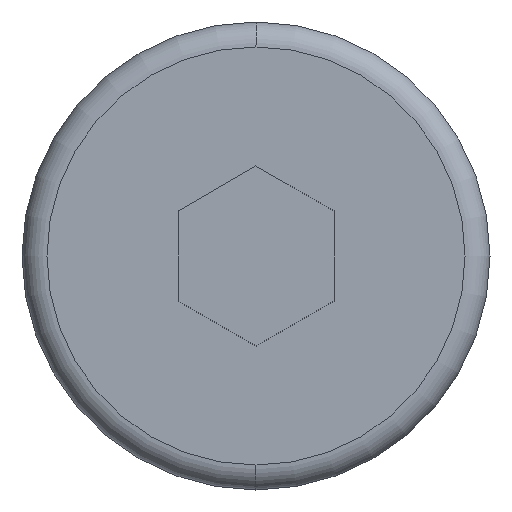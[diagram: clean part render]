
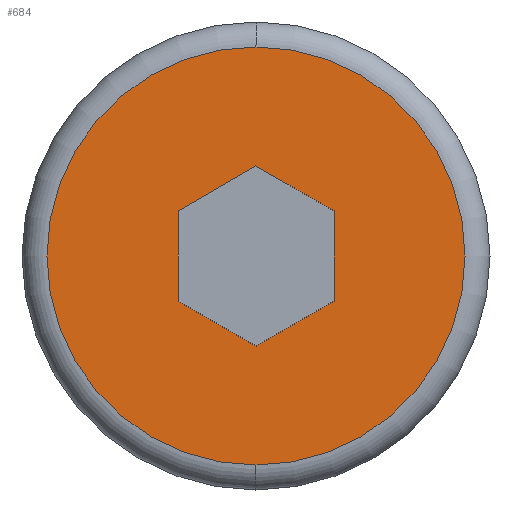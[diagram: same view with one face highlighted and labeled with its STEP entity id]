
A CAD part, left-side view. The second image highlights one B-rep face of the part: STEP entity #684.
In plain terms, the highlighted planar face has unit normal (-1, 0, 0).
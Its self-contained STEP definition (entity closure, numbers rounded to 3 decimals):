
#456=CARTESIAN_POINT('POINT29',(-4.775,1.588,
   -0.917));
#457=VERTEX_POINT('VERTEX29',#456);
#464=CARTESIAN_POINT('POINT30',(-4.775,0.,
   -1.833));
#465=VERTEX_POINT('VERTEX30',#464);
#466=CARTESIAN_POINT('POS48',(-4.775,0.,
   -1.833));
#467=DIRECTION('DIR74',(0.,-0.866,
   -0.5));
#468=VECTOR('VEC22',#467,25.4);
#469=LINE('STRAIGHT22',#466,#468);
#470=EDGE_CURVE('EDGE46',#457,#465,#469,.T.);
#488=CARTESIAN_POINT('POINT31',(-4.775,-1.588,
   -0.917));
#489=VERTEX_POINT('VERTEX31',#488);
#490=CARTESIAN_POINT('POS51',(-4.775,-1.588,
   -0.917));
#491=DIRECTION('DIR78',(0.,-0.866,
   0.5));
#492=VECTOR('VEC24',#491,25.4);
#493=LINE('STRAIGHT24',#490,#492);
#494=EDGE_CURVE('EDGE48',#465,#489,#493,.T.);
#512=CARTESIAN_POINT('POINT32',(-4.775,-1.588,
   0.917));
#513=VERTEX_POINT('VERTEX32',#512);
#514=CARTESIAN_POINT('POS54',(-4.775,-1.588,
   0.917));
#515=DIRECTION('DIR82',(0.,0.,
   1.));
#516=VECTOR('VEC26',#515,25.4);
#517=LINE('STRAIGHT26',#514,#516);
#518=EDGE_CURVE('EDGE50',#489,#513,#517,.T.);
#536=CARTESIAN_POINT('POINT33',(-4.775,0.,
   1.833));
#537=VERTEX_POINT('VERTEX33',#536);
#538=CARTESIAN_POINT('POS57',(-4.775,0.,
   1.833));
#539=DIRECTION('DIR86',(0.,0.866,
   0.5));
#540=VECTOR('VEC28',#539,25.4);
#541=LINE('STRAIGHT28',#538,#540);
#542=EDGE_CURVE('EDGE52',#513,#537,#541,.T.);
#560=CARTESIAN_POINT('POINT34',(-4.775,1.588,
   0.917));
#561=VERTEX_POINT('VERTEX34',#560);
#562=CARTESIAN_POINT('POS60',(-4.775,1.588,
   0.917));
#563=DIRECTION('DIR90',(0.,0.866,
   -0.5));
#564=VECTOR('VEC30',#563,25.4);
#565=LINE('STRAIGHT30',#562,#564);
#566=EDGE_CURVE('EDGE54',#537,#561,#565,.T.);
#584=CARTESIAN_POINT('POS63',(-4.775,1.588,
   -0.917));
#585=DIRECTION('DIR94',(0.,0.,
   -1.));
#586=VECTOR('VEC32',#585,25.4);
#587=LINE('STRAIGHT32',#584,#586);
#588=EDGE_CURVE('EDGE56',#561,#457,#587,.T.);
#656=ORIENTED_EDGE('COEDGE113',*,*,#588,.F.);
#657=ORIENTED_EDGE('COEDGE114',*,*,#566,.F.);
#658=ORIENTED_EDGE('COEDGE115',*,*,#542,.F.);
#659=ORIENTED_EDGE('COEDGE116',*,*,#518,.F.);
#660=ORIENTED_EDGE('COEDGE117',*,*,#494,.F.);
#661=ORIENTED_EDGE('COEDGE118',*,*,#470,.F.);
#662=EDGE_LOOP('NONE',(#656,#657,#658,#659,#660,#661));
#663=FACE_BOUND('LOOP1',#662,.T.);
#664=CARTESIAN_POINT('POINT39',(-4.775,
   0.,4.255));
#665=VERTEX_POINT('VERTEX39',#664);
#666=CARTESIAN_POINT('POINT40',(-4.775,0.
   ,-4.255));
#667=VERTEX_POINT('VERTEX40',#666);
#668=CARTESIAN_POINT('POS71',(-4.775,0.,
   0.));
#669=DIRECTION('DIR107',(-1.,0.,0.));
#670=DIRECTION('DIR108',(0.,0.,1.));
#671=AXIS2_PLACEMENT_3D('AXIS37',#668,#669,#670);
#672=CIRCLE('ELLIPSE17',#671,4.255);
#673=EDGE_CURVE('EDGE62',#665,#667,#672,.T.);
#674=ORIENTED_EDGE('COEDGE119',*,*,#673,.T.);
#675=EDGE_CURVE('EDGE63',#667,#665,#672,.T.);
#676=ORIENTED_EDGE('COEDGE120',*,*,#675,.T.);
#677=EDGE_LOOP('NONE',(#674,#676));
#678=FACE_BOUND('LOOP1',#677,.T.);
#679=CARTESIAN_POINT('POS72',(-4.775,0.,
   2.127));
#680=DIRECTION('DIR109',(-1.,0.,0.));
#681=DIRECTION('DIR110',(0.,1.,0.));
#682=AXIS2_PLACEMENT_3D('AXIS38',#679,#680,#681);
#683=PLANE('PLANE12',#682);
#684=ADVANCED_FACE('FACE29',(#663,#678),#683,.T.);
